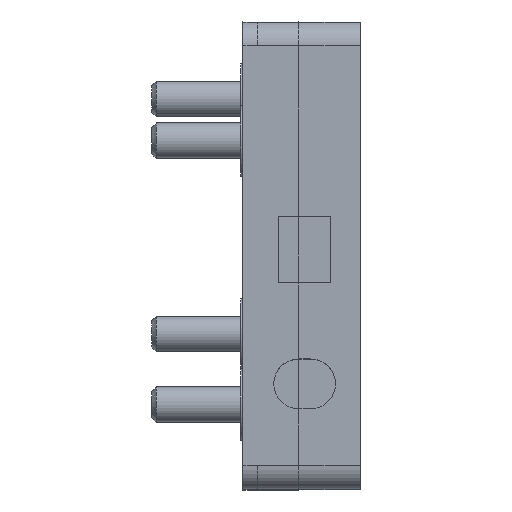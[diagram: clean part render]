
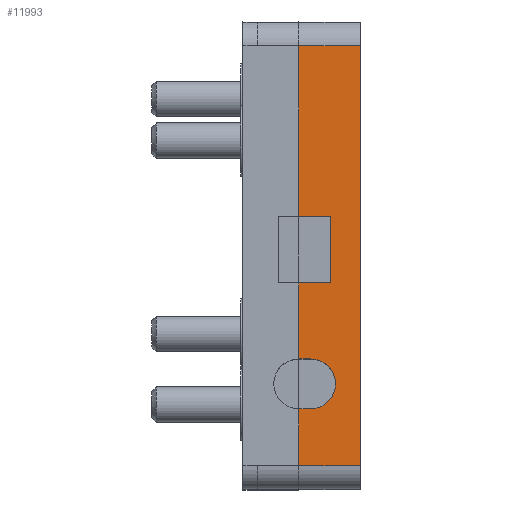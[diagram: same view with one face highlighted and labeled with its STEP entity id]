
A CAD part, top view. The second image highlights one B-rep face of the part: STEP entity #11993.
In plain terms, the highlighted planar face has unit normal (0, 0, 1).
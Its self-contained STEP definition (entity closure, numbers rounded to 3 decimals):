
#9870=AXIS2_PLACEMENT_3D('Circle Axis2P3D',#9868,#9869,$) ;
#11972=AXIS2_PLACEMENT_3D('Plane Axis2P3D',#11969,#11970,#11971) ;
#6630=CARTESIAN_POINT('Line Origine',(6.2,7.1,53.6)) ;
#6634=CARTESIAN_POINT('Vertex',(6.2,8.7,53.6)) ;
#6636=CARTESIAN_POINT('Vertex',(6.2,5.5,53.6)) ;
#6657=CARTESIAN_POINT('Vertex',(6.2,11.5,53.6)) ;
#6660=CARTESIAN_POINT('Line Origine',(6.2,15.1,53.6)) ;
#6664=CARTESIAN_POINT('Vertex',(6.2,18.7,53.6)) ;
#7595=CARTESIAN_POINT('Vertex',(6.2,1.,53.6)) ;
#7598=CARTESIAN_POINT('Line Origine',(6.2,2.2,53.6)) ;
#7602=CARTESIAN_POINT('Vertex',(6.2,3.4,53.6)) ;
#9816=CARTESIAN_POINT('Vertex',(7.55,8.7,53.6)) ;
#9821=CARTESIAN_POINT('Line Origine',(7.55,10.1,53.6)) ;
#9825=CARTESIAN_POINT('Vertex',(7.55,11.5,53.6)) ;
#9865=CARTESIAN_POINT('Vertex',(6.7,3.4,53.6)) ;
#9868=CARTESIAN_POINT('Axis2P3D Location',(6.7,4.45,53.6)) ;
#9872=CARTESIAN_POINT('Vertex',(6.7,5.5,53.6)) ;
#10500=CARTESIAN_POINT('Vertex',(8.8,1.,53.6)) ;
#10648=CARTESIAN_POINT('Vertex',(8.8,18.7,53.6)) ;
#10651=CARTESIAN_POINT('Line Origine',(8.8,9.85,53.6)) ;
#11752=CARTESIAN_POINT('Line Origine',(6.45,5.5,53.6)) ;
#11769=CARTESIAN_POINT('Line Origine',(6.875,8.7,53.6)) ;
#11786=CARTESIAN_POINT('Line Origine',(6.875,11.5,53.6)) ;
#11803=CARTESIAN_POINT('Line Origine',(6.45,3.4,53.6)) ;
#11957=CARTESIAN_POINT('Line Origine',(7.5,18.7,53.6)) ;
#11969=CARTESIAN_POINT('Axis2P3D Location',(6.2,1.,53.6)) ;
#11974=CARTESIAN_POINT('Line Origine',(7.5,1.,53.6)) ;
#6631=DIRECTION('Vector Direction',(0.,-1.,0.)) ;
#6661=DIRECTION('Vector Direction',(0.,-1.,0.)) ;
#7599=DIRECTION('Vector Direction',(0.,-1.,0.)) ;
#9822=DIRECTION('Vector Direction',(0.,-1.,0.)) ;
#9869=DIRECTION('Axis2P3D Direction',(0.,0.,-1.)) ;
#10652=DIRECTION('Vector Direction',(0.,-1.,0.)) ;
#11753=DIRECTION('Vector Direction',(1.,0.,0.)) ;
#11770=DIRECTION('Vector Direction',(1.,0.,0.)) ;
#11787=DIRECTION('Vector Direction',(1.,0.,0.)) ;
#11804=DIRECTION('Vector Direction',(1.,0.,0.)) ;
#11958=DIRECTION('Vector Direction',(1.,0.,0.)) ;
#11970=DIRECTION('Axis2P3D Direction',(0.,0.,-1.)) ;
#11971=DIRECTION('Axis2P3D XDirection',(-1.,0.,0.)) ;
#11975=DIRECTION('Vector Direction',(1.,0.,0.)) ;
#6632=VECTOR('Line Direction',#6631,1.) ;
#6662=VECTOR('Line Direction',#6661,1.) ;
#7600=VECTOR('Line Direction',#7599,1.) ;
#9823=VECTOR('Line Direction',#9822,1.) ;
#10653=VECTOR('Line Direction',#10652,1.) ;
#11754=VECTOR('Line Direction',#11753,1.) ;
#11771=VECTOR('Line Direction',#11770,1.) ;
#11788=VECTOR('Line Direction',#11787,1.) ;
#11805=VECTOR('Line Direction',#11804,1.) ;
#11959=VECTOR('Line Direction',#11958,1.) ;
#11976=VECTOR('Line Direction',#11975,1.) ;
#11980=ORIENTED_EDGE('',*,*,#11807,.F.) ;
#11981=ORIENTED_EDGE('',*,*,#7604,.T.) ;
#11982=ORIENTED_EDGE('',*,*,#11978,.T.) ;
#11983=ORIENTED_EDGE('',*,*,#10655,.F.) ;
#11984=ORIENTED_EDGE('',*,*,#11961,.F.) ;
#11985=ORIENTED_EDGE('',*,*,#6666,.T.) ;
#11986=ORIENTED_EDGE('',*,*,#11790,.T.) ;
#11987=ORIENTED_EDGE('',*,*,#9827,.T.) ;
#11988=ORIENTED_EDGE('',*,*,#11773,.F.) ;
#11989=ORIENTED_EDGE('',*,*,#6638,.T.) ;
#11990=ORIENTED_EDGE('',*,*,#11756,.T.) ;
#11991=ORIENTED_EDGE('',*,*,#9874,.T.) ;
#11993=ADVANCED_FACE('FEGH_ZTA_ZT2.5.1\\Ergebnis von  K\X2\00F6\X0\rper.3 ( *SOL2 - wsp *MASTER -  )',(#11992),#11973,.F.) ;
#9871=CIRCLE('generated circle',#9870,1.05) ;
#6638=EDGE_CURVE('',#6635,#6637,#6633,.T.) ;
#6666=EDGE_CURVE('',#6665,#6658,#6663,.T.) ;
#7604=EDGE_CURVE('',#7603,#7596,#7601,.T.) ;
#9827=EDGE_CURVE('',#9826,#9817,#9824,.T.) ;
#9874=EDGE_CURVE('',#9873,#9866,#9871,.T.) ;
#10655=EDGE_CURVE('',#10649,#10501,#10654,.T.) ;
#11756=EDGE_CURVE('',#6637,#9873,#11755,.T.) ;
#11773=EDGE_CURVE('',#6635,#9817,#11772,.T.) ;
#11790=EDGE_CURVE('',#6658,#9826,#11789,.T.) ;
#11807=EDGE_CURVE('',#7603,#9866,#11806,.T.) ;
#11961=EDGE_CURVE('',#6665,#10649,#11960,.T.) ;
#11978=EDGE_CURVE('',#7596,#10501,#11977,.T.) ;
#11979=EDGE_LOOP('',(#11980,#11981,#11982,#11983,#11984,#11985,#11986,#11987,#11988,#11989,#11990,#11991)) ;
#11992=FACE_OUTER_BOUND('',#11979,.T.) ;
#6633=LINE('Line',#6630,#6632) ;
#6663=LINE('Line',#6660,#6662) ;
#7601=LINE('Line',#7598,#7600) ;
#9824=LINE('Line',#9821,#9823) ;
#10654=LINE('Line',#10651,#10653) ;
#11755=LINE('Line',#11752,#11754) ;
#11772=LINE('Line',#11769,#11771) ;
#11789=LINE('Line',#11786,#11788) ;
#11806=LINE('Line',#11803,#11805) ;
#11960=LINE('Line',#11957,#11959) ;
#11977=LINE('Line',#11974,#11976) ;
#11973=PLANE('',#11972) ;
#6635=VERTEX_POINT('',#6634) ;
#6637=VERTEX_POINT('',#6636) ;
#6658=VERTEX_POINT('',#6657) ;
#6665=VERTEX_POINT('',#6664) ;
#7596=VERTEX_POINT('',#7595) ;
#7603=VERTEX_POINT('',#7602) ;
#9817=VERTEX_POINT('',#9816) ;
#9826=VERTEX_POINT('',#9825) ;
#9866=VERTEX_POINT('',#9865) ;
#9873=VERTEX_POINT('',#9872) ;
#10501=VERTEX_POINT('',#10500) ;
#10649=VERTEX_POINT('',#10648) ;
